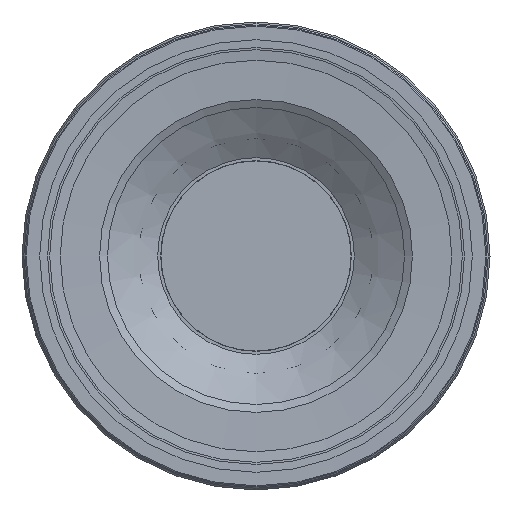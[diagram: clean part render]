
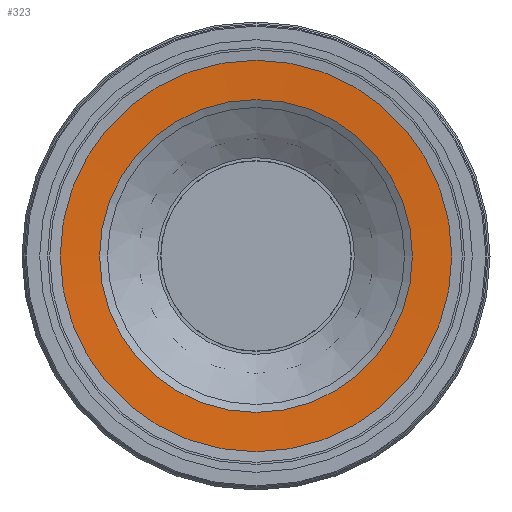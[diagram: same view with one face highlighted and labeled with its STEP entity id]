
A CAD part, left-side view. The second image highlights one B-rep face of the part: STEP entity #323.
In plain terms, the highlighted conical face has half-angle 87.169 degrees and reference radius 8.355 mm.
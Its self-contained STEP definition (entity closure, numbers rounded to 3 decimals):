
#195=CONICAL_SURFACE('',#700,8.355,87.169);
#275=FACE_BOUND('',#406,.T.);
#276=FACE_BOUND('',#407,.T.);
#323=ADVANCED_FACE('',(#275,#276),#195,.F.);
#406=EDGE_LOOP('',(#490));
#407=EDGE_LOOP('',(#491));
#490=ORIENTED_EDGE('',*,*,#580,.F.);
#491=ORIENTED_EDGE('',*,*,#579,.T.);
#537=VERTEX_POINT('',#1031);
#538=VERTEX_POINT('',#1034);
#579=EDGE_CURVE('',#537,#537,#621,.T.);
#580=EDGE_CURVE('',#538,#538,#622,.T.);
#621=CIRCLE('',#697,8.355);
#622=CIRCLE('',#699,10.457);
#697=AXIS2_PLACEMENT_3D('',#1030,#862,#863);
#699=AXIS2_PLACEMENT_3D('',#1033,#866,#867);
#700=AXIS2_PLACEMENT_3D('',#1035,#868,#869);
#862=DIRECTION('',(1.,0.,0.));
#863=DIRECTION('',(0.,0.,-1.));
#866=DIRECTION('',(1.,0.,0.));
#867=DIRECTION('',(0.,0.,-1.));
#868=DIRECTION('',(-1.,0.,0.));
#869=DIRECTION('',(0.,0.,1.));
#1030=CARTESIAN_POINT('',(0.209,0.,0.));
#1031=CARTESIAN_POINT('',(0.209,0.,-8.355));
#1033=CARTESIAN_POINT('',(0.105,0.,0.));
#1034=CARTESIAN_POINT('',(0.105,0.,-10.457));
#1035=CARTESIAN_POINT('',(0.209,0.,0.));
